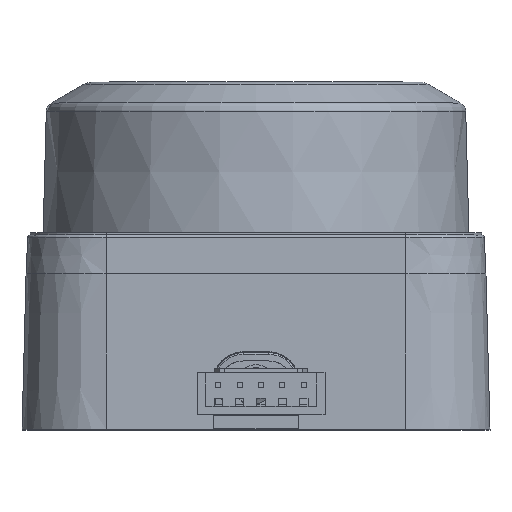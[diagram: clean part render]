
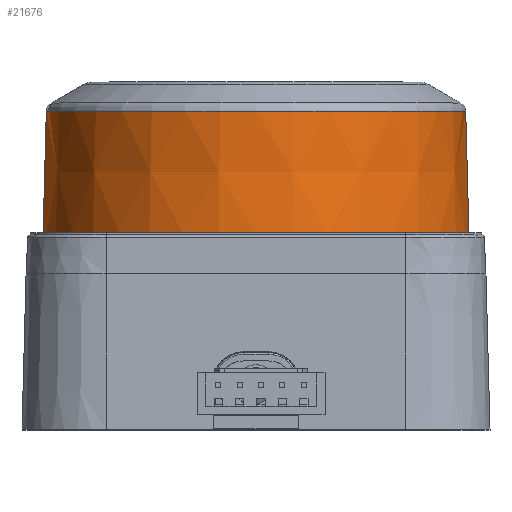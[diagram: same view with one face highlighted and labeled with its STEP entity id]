
A CAD part, top view. The second image highlights one B-rep face of the part: STEP entity #21676.
In plain terms, the highlighted conical face has half-angle 1.5 degrees and reference radius 25.104 mm.
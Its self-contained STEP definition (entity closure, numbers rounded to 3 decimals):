
#17712=CARTESIAN_POINT('',(0.,9.892,0.));
#17713=DIRECTION('',(0.,1.,0.));
#17714=DIRECTION('',(-1.,0.,0.));
#17715=AXIS2_PLACEMENT_3D('',#17712,#17713,#17714);
#17720=CARTESIAN_POINT('',(0.,9.892,0.));
#17721=DIRECTION('',(0.,1.,0.));
#17722=DIRECTION('',(1.,0.,0.005));
#17723=AXIS2_PLACEMENT_3D('',#17720,#17721,#17722);
#17768=DIRECTION('',(-0.026,1.,0.));
#17769=VECTOR('',#17768,14.413);
#17770=CARTESIAN_POINT('',(25.292,9.892,
0.));
#17771=LINE('',#17770,#17769);
#17775=DIRECTION('',(0.026,1.,0.));
#17776=VECTOR('',#17775,14.413);
#17777=CARTESIAN_POINT('',(-25.292,9.892,
0.));
#17778=LINE('',#17777,#17776);
#17782=CARTESIAN_POINT('',(0.,24.301,0.));
#17783=DIRECTION('',(0.,-1.,0.));
#17784=DIRECTION('',(1.,0.,0.));
#17785=AXIS2_PLACEMENT_3D('',#17782,#17783,#17784);
#17790=CARTESIAN_POINT('',(0.,24.301,0.));
#17791=DIRECTION('',(0.,-1.,0.));
#17792=DIRECTION('',(-1.,0.,0.005));
#17793=AXIS2_PLACEMENT_3D('',#17790,#17791,#17792);
#20190=CARTESIAN_POINT('',(-25.292,9.892,
0.));
#20191=VERTEX_POINT('',#20190);
#20192=CARTESIAN_POINT('',(25.292,9.892,
0.125));
#20193=VERTEX_POINT('',#20192);
#20194=CARTESIAN_POINT('',(25.292,9.892,
0.));
#20195=VERTEX_POINT('',#20194);
#20198=CARTESIAN_POINT('',(24.915,24.301,
0.));
#20199=VERTEX_POINT('',#20198);
#20200=CARTESIAN_POINT('',(-24.915,24.301,0.));
#20202=VERTEX_POINT('',#20200);
#20204=CARTESIAN_POINT('',(-24.915,24.301,
0.118));
#20205=VERTEX_POINT('',#20204);
#21661=CARTESIAN_POINT('',(0.,17.096,0.));
#21662=DIRECTION('',(0.,-1.,0.));
#21663=DIRECTION('',(-1.,0.,0.));
#21664=AXIS2_PLACEMENT_3D('',#21661,#21662,#21663);
#21665=CONICAL_SURFACE('',#21664,25.104,1.5);
#21666=ORIENTED_EDGE('',*,*,#21620,.F.);
#21667=ORIENTED_EDGE('',*,*,#21618,.F.);
#21668=ORIENTED_EDGE('',*,*,#21656,.T.);
#21670=ORIENTED_EDGE('',*,*,#21669,.F.);
#21672=ORIENTED_EDGE('',*,*,#21671,.F.);
#21673=ORIENTED_EDGE('',*,*,#21650,.F.);
#21674=EDGE_LOOP('',(#21666,#21667,#21668,#21670,#21672,#21673));
#21675=FACE_OUTER_BOUND('',#21674,.F.);
#21676=ADVANCED_FACE('',(#21675),#21665,.T.);
#17716=CIRCLE('',#17715,25.292);
#17724=CIRCLE('',#17723,25.292);
#17786=CIRCLE('',#17785,24.915);
#17794=CIRCLE('',#17793,24.915);
#21618=EDGE_CURVE('',#20191,#20193,#17716,.T.);
#21620=EDGE_CURVE('',#20193,#20195,#17724,.T.);
#21650=EDGE_CURVE('',#20195,#20199,#17771,.T.);
#21656=EDGE_CURVE('',#20191,#20202,#17778,.T.);
#21669=EDGE_CURVE('',#20205,#20202,#17794,.T.);
#21671=EDGE_CURVE('',#20199,#20205,#17786,.T.);
